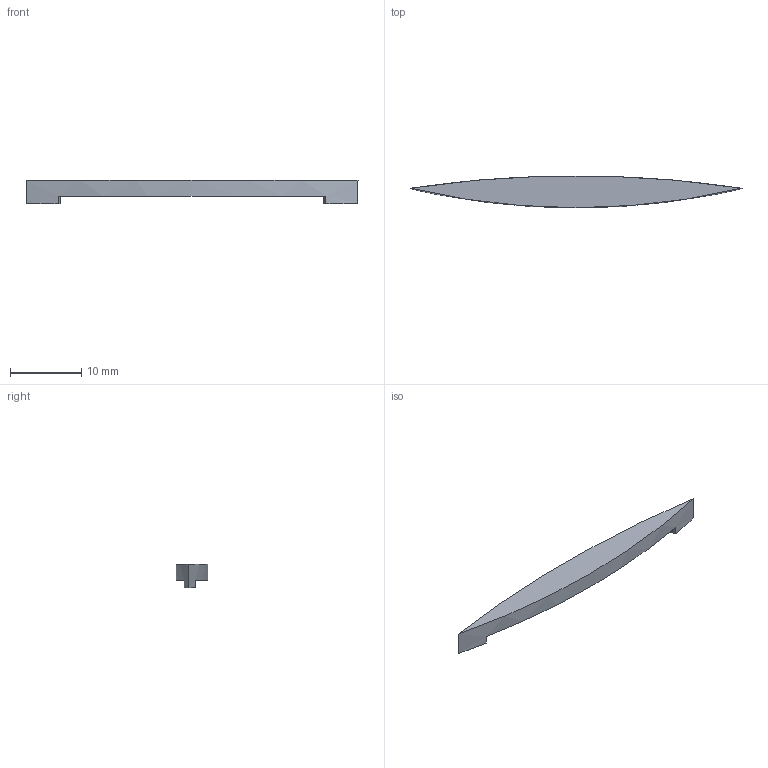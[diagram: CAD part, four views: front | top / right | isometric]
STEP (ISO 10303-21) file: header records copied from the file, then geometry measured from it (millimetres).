
FILE_DESCRIPTION(/* description */ (''),/* implementation_level */ '2;1');
FILE_NAME(/* name */ 'Front.ipt.step',/* time_stamp */ '2020-04-16T23:12:01-04:00',/* author */ ('Jordan'),/* organization */ (''),/* preprocessor_version */ 'ST-DEVELOPER v17',/* originating_system */ 'Autodesk Inventor 2019',/* authorisation */ '');
FILE_SCHEMA (('AUTOMOTIVE_DESIGN { 1 0 10303 214 3 1 1 }','AP242_MANAGED_MODEL_BASED_3D_ENGINEERING_MIM_LF { 1 0 10303 442 1 1 4 }'));
Length unit declared in the file: inch
Products named in the file (1): Front
Bounding box: 46.71 x 4.5 x 3.35 mm (x, y, z)
Volume: 318.9 mm3; surface area: 512.3 mm2
Topology: 1 solids, 1 shells, 10 faces, 25 edges, 17 vertices
Faces by surface type: plane 6, cylinder 4
Entity records: 377 total; most frequent: DIRECTION 62, CARTESIAN_POINT 53, ORIENTED_EDGE 50, AXIS2_PLACEMENT_3D 26, EDGE_CURVE 25, VERTEX_POINT 17, CIRCLE 15, STYLED_ITEM 11
